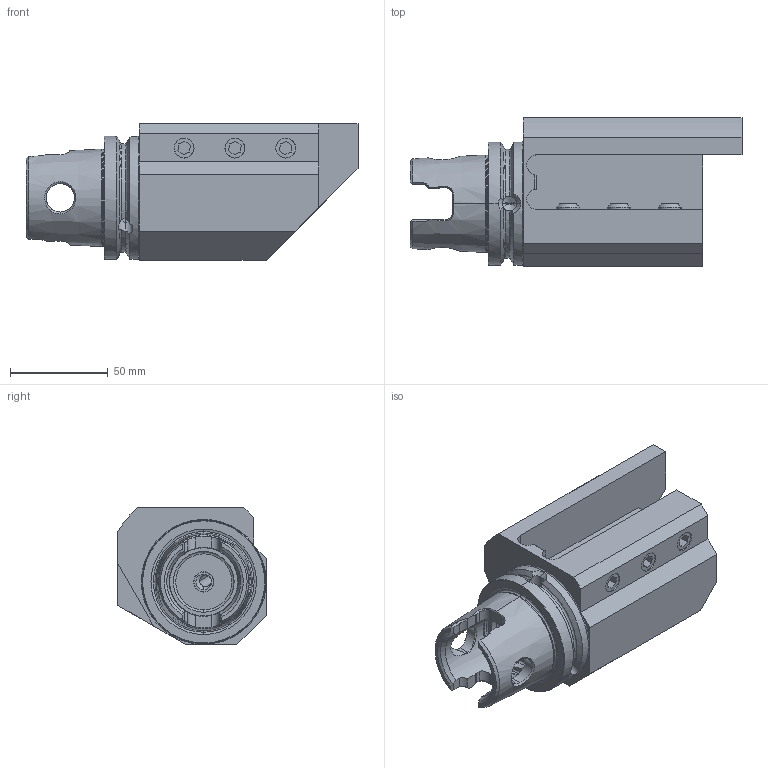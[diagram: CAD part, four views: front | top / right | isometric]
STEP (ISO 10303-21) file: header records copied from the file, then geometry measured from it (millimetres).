
FILE_DESCRIPTION (( 'STEP AP203' ), '1' );
FILE_NAME ('KY6.V25.R11.130.STEP', '2012-11-02T08:51:29', ( 'baer' ), ( 'Hewlett-Packard Company' ), 'SwSTEP 2.0', 'SolidWorks 2012', '' );
FILE_SCHEMA (( 'CONFIG_CONTROL_DESIGN' ));
Length unit declared in the file: millimetre
Products named in the file (6): KU1-U12.002.010; KU1-U12.002.010_A; KU1-U12.003.010_A; ISO 4026 - M12 x 25; KY6-V25.R11.130_D; KY6.V25.R11.130
Assembly tree (7 placements, depth 3):
  KY6.V25.R11.130
    KY6-V25.R11.130_D
    ISO 4026 - M12 x 25  x3
    KU1-U12.002.010
      KU1-U12.003.010_A
      KU1-U12.002.010_A
Bounding box: 169.95 x 76 x 70 mm (x, y, z)
Volume: 434259.2 mm3; surface area: 60306.4 mm2
Topology: 6 solids, 6 shells, 284 faces, 739 edges, 463 vertices
Faces by surface type: plane 97, cylinder 76, cone 57, bspline 30, torus 20, sphere 4
Entity records: 10834 total; most frequent: CARTESIAN_POINT 4222, ORIENTED_EDGE 1324, DIRECTION 1131, EDGE_CURVE 662, AXIS2_PLACEMENT_3D 446, VERTEX_POINT 420, EDGE_LOOP 274, ADVANCED_FACE 254
